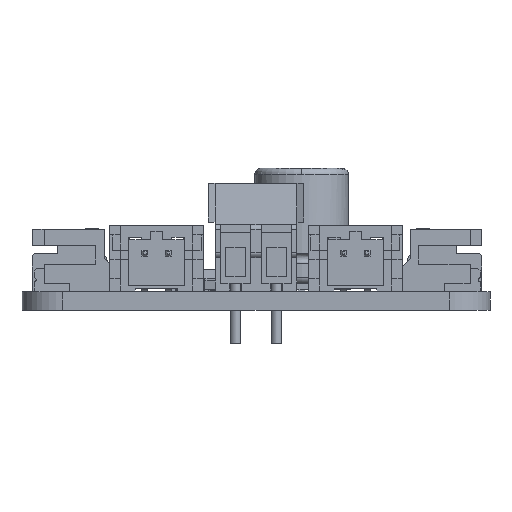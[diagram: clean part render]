
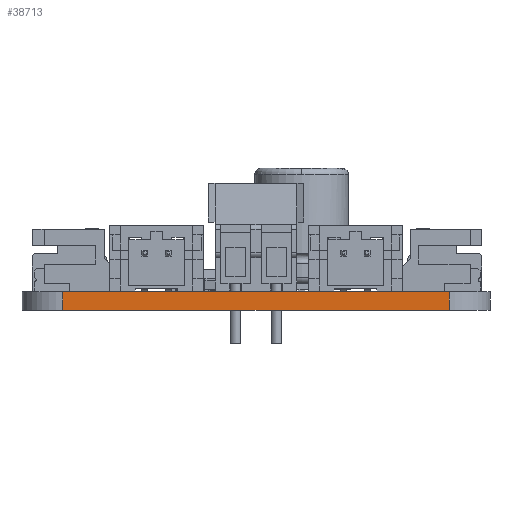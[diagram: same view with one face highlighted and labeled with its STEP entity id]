
A CAD part, front view. The second image highlights one B-rep face of the part: STEP entity #38713.
In plain terms, the highlighted planar face has unit normal (0, -1, 0).
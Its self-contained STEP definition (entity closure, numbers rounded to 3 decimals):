
#38142 = VERTEX_POINT('',#38143);
#38143 = CARTESIAN_POINT('',(3.5,136.5,0.));
#38150 = EDGE_CURVE('',#38151,#38142,#38153,.T.);
#38151 = VERTEX_POINT('',#38152);
#38152 = CARTESIAN_POINT('',(36.5,136.5,0.));
#38153 = LINE('',#38154,#38155);
#38154 = CARTESIAN_POINT('',(36.5,136.5,0.));
#38155 = VECTOR('',#38156,1.);
#38156 = DIRECTION('',(-1.,0.,0.));
#38414 = VERTEX_POINT('',#38415);
#38415 = CARTESIAN_POINT('',(3.5,136.5,1.6));
#38422 = EDGE_CURVE('',#38423,#38414,#38425,.T.);
#38423 = VERTEX_POINT('',#38424);
#38424 = CARTESIAN_POINT('',(36.5,136.5,1.6));
#38425 = LINE('',#38426,#38427);
#38426 = CARTESIAN_POINT('',(36.5,136.5,1.6));
#38427 = VECTOR('',#38428,1.);
#38428 = DIRECTION('',(-1.,0.,0.));
#38685 = EDGE_CURVE('',#38151,#38423,#38686,.T.);
#38686 = LINE('',#38687,#38688);
#38687 = CARTESIAN_POINT('',(36.5,136.5,0.));
#38688 = VECTOR('',#38689,1.);
#38689 = DIRECTION('',(0.,0.,1.));
#38713 = ADVANCED_FACE('',(#38714),#38725,.T.);
#38714 = FACE_BOUND('',#38715,.T.);
#38715 = EDGE_LOOP('',(#38716,#38717,#38718,#38724));
#38716 = ORIENTED_EDGE('',*,*,#38685,.T.);
#38717 = ORIENTED_EDGE('',*,*,#38422,.T.);
#38718 = ORIENTED_EDGE('',*,*,#38719,.F.);
#38719 = EDGE_CURVE('',#38142,#38414,#38720,.T.);
#38720 = LINE('',#38721,#38722);
#38721 = CARTESIAN_POINT('',(3.5,136.5,0.));
#38722 = VECTOR('',#38723,1.);
#38723 = DIRECTION('',(0.,0.,1.));
#38724 = ORIENTED_EDGE('',*,*,#38150,.F.);
#38725 = PLANE('',#38726);
#38726 = AXIS2_PLACEMENT_3D('',#38727,#38728,#38729);
#38727 = CARTESIAN_POINT('',(36.5,136.5,0.));
#38728 = DIRECTION('',(0.,-1.,0.));
#38729 = DIRECTION('',(-1.,0.,0.));
